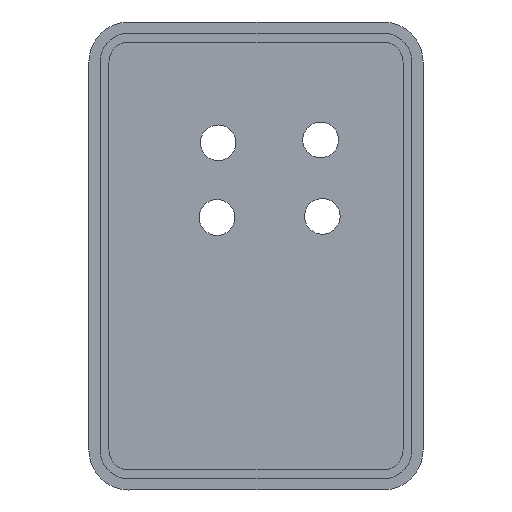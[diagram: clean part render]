
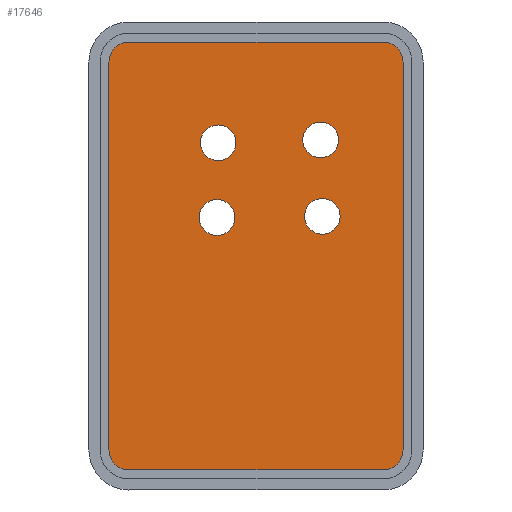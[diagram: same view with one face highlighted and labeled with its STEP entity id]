
A CAD part, front view. The second image highlights one B-rep face of the part: STEP entity #17646.
In plain terms, the highlighted planar face has unit normal (0, -1, 0).
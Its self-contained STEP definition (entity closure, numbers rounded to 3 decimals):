
#57=CIRCLE('',#18128,6.487);
#58=CIRCLE('',#18131,6.487);
#60=CIRCLE('',#18140,4.);
#62=CIRCLE('',#18144,4.);
#64=CIRCLE('',#18148,4.);
#66=CIRCLE('',#18152,4.);
#67=CIRCLE('',#18156,6.487);
#68=CIRCLE('',#18159,6.487);
#215=FACE_BOUND('',#2747,.T.);
#216=FACE_BOUND('',#2748,.T.);
#217=FACE_BOUND('',#2749,.T.);
#218=FACE_BOUND('',#2750,.T.);
#656=PLANE('',#18160);
#1631=FACE_OUTER_BOUND('',#2746,.T.);
#2746=EDGE_LOOP('',(#16049,#16050,#16051,#16052,#16053,#16054,#16055,#16056));
#2747=EDGE_LOOP('',(#16057));
#2748=EDGE_LOOP('',(#16058));
#2749=EDGE_LOOP('',(#16059));
#2750=EDGE_LOOP('',(#16060));
#4204=LINE('',#32478,#5693);
#4208=LINE('',#32487,#5697);
#4226=LINE('',#32540,#5715);
#4229=LINE('',#32548,#5718);
#5693=VECTOR('',#20518,10.);
#5697=VECTOR('',#20528,10.);
#5715=VECTOR('',#20596,10.);
#5718=VECTOR('',#20605,10.);
#8438=VERTEX_POINT('',#32475);
#8439=VERTEX_POINT('',#32477);
#8440=VERTEX_POINT('',#32481);
#8441=VERTEX_POINT('',#32485);
#8442=VERTEX_POINT('',#32489);
#8444=VERTEX_POINT('',#32507);
#8446=VERTEX_POINT('',#32515);
#8448=VERTEX_POINT('',#32523);
#8450=VERTEX_POINT('',#32531);
#8451=VERTEX_POINT('',#32538);
#8452=VERTEX_POINT('',#32542);
#8453=VERTEX_POINT('',#32546);
#10960=EDGE_CURVE('',#8438,#8439,#4204,.F.);
#10963=EDGE_CURVE('',#8440,#8438,#57,.F.);
#10965=EDGE_CURVE('',#8441,#8440,#4208,.F.);
#10967=EDGE_CURVE('',#8442,#8441,#58,.F.);
#10976=EDGE_CURVE('',#8444,#8444,#60,.T.);
#10980=EDGE_CURVE('',#8446,#8446,#62,.T.);
#10984=EDGE_CURVE('',#8448,#8448,#64,.T.);
#10988=EDGE_CURVE('',#8450,#8450,#66,.T.);
#10992=EDGE_CURVE('',#8451,#8442,#4226,.F.);
#10994=EDGE_CURVE('',#8452,#8451,#67,.F.);
#10996=EDGE_CURVE('',#8453,#8452,#4229,.F.);
#10997=EDGE_CURVE('',#8439,#8453,#68,.F.);
#16049=ORIENTED_EDGE('',*,*,#10967,.F.);
#16050=ORIENTED_EDGE('',*,*,#10992,.F.);
#16051=ORIENTED_EDGE('',*,*,#10994,.F.);
#16052=ORIENTED_EDGE('',*,*,#10996,.F.);
#16053=ORIENTED_EDGE('',*,*,#10997,.F.);
#16054=ORIENTED_EDGE('',*,*,#10960,.F.);
#16055=ORIENTED_EDGE('',*,*,#10963,.F.);
#16056=ORIENTED_EDGE('',*,*,#10965,.F.);
#16057=ORIENTED_EDGE('',*,*,#10980,.T.);
#16058=ORIENTED_EDGE('',*,*,#10988,.T.);
#16059=ORIENTED_EDGE('',*,*,#10976,.T.);
#16060=ORIENTED_EDGE('',*,*,#10984,.T.);
#17646=ADVANCED_FACE('',(#1631,#215,#216,#217,#218),#656,.F.);
#18128=AXIS2_PLACEMENT_3D('',#32483,#20523,#20524);
#18131=AXIS2_PLACEMENT_3D('',#32491,#20532,#20533);
#18140=AXIS2_PLACEMENT_3D('',#32509,#20557,#20558);
#18144=AXIS2_PLACEMENT_3D('',#32517,#20567,#20568);
#18148=AXIS2_PLACEMENT_3D('',#32525,#20577,#20578);
#18152=AXIS2_PLACEMENT_3D('',#32533,#20587,#20588);
#18156=AXIS2_PLACEMENT_3D('',#32544,#20600,#20601);
#18159=AXIS2_PLACEMENT_3D('',#32550,#20608,#20609);
#18160=AXIS2_PLACEMENT_3D('',#32551,#20610,#20611);
#20518=DIRECTION('',(0.,0.,-1.));
#20523=DIRECTION('center_axis',(0.,-1.,0.));
#20524=DIRECTION('ref_axis',(0.,0.,-1.));
#20528=DIRECTION('',(1.,0.,0.));
#20532=DIRECTION('center_axis',(0.,-1.,0.));
#20533=DIRECTION('ref_axis',(1.,0.,0.));
#20557=DIRECTION('center_axis',(0.,1.,0.));
#20558=DIRECTION('ref_axis',(-0.5,0.,-0.866));
#20567=DIRECTION('center_axis',(0.,1.,0.));
#20568=DIRECTION('ref_axis',(0.94,0.,0.342));
#20577=DIRECTION('center_axis',(0.,1.,0.));
#20578=DIRECTION('ref_axis',(-0.5,0.,-0.866));
#20587=DIRECTION('center_axis',(0.,1.,0.));
#20588=DIRECTION('ref_axis',(0.94,0.,0.342));
#20596=DIRECTION('',(0.,0.,1.));
#20600=DIRECTION('center_axis',(0.,-1.,0.));
#20601=DIRECTION('ref_axis',(0.,0.,1.));
#20605=DIRECTION('',(-1.,0.,0.));
#20608=DIRECTION('center_axis',(0.,-1.,0.));
#20609=DIRECTION('ref_axis',(-1.,0.,0.));
#20610=DIRECTION('center_axis',(0.,1.,0.));
#20611=DIRECTION('ref_axis',(1.,0.,0.));
#32475=CARTESIAN_POINT('',(-2.487,9.6,4.));
#32477=CARTESIAN_POINT('',(-2.487,9.6,91.));
#32478=CARTESIAN_POINT('',(-2.487,9.6,25.75));
#32481=CARTESIAN_POINT('',(4.,9.6,-2.487));
#32483=CARTESIAN_POINT('Origin',(4.,9.6,4.));
#32485=CARTESIAN_POINT('',(61.,9.6,-2.487));
#32487=CARTESIAN_POINT('',(46.75,9.6,-2.487));
#32489=CARTESIAN_POINT('',(67.487,9.6,4.));
#32491=CARTESIAN_POINT('Origin',(61.,9.6,4.));
#32507=CARTESIAN_POINT('',(49.371,9.6,59.853));
#32509=CARTESIAN_POINT('Origin',(47.371,9.6,56.389));
#32515=CARTESIAN_POINT('',(19.99,9.6,54.767));
#32517=CARTESIAN_POINT('Origin',(23.749,9.6,56.135));
#32523=CARTESIAN_POINT('',(48.99,9.6,76.998));
#32525=CARTESIAN_POINT('Origin',(46.99,9.6,73.534));
#32531=CARTESIAN_POINT('',(20.244,9.6,71.531));
#32533=CARTESIAN_POINT('Origin',(24.003,9.6,72.899));
#32538=CARTESIAN_POINT('',(67.487,9.6,91.));
#32540=CARTESIAN_POINT('',(67.487,9.6,69.25));
#32542=CARTESIAN_POINT('',(61.,9.6,97.487));
#32544=CARTESIAN_POINT('Origin',(61.,9.6,91.));
#32546=CARTESIAN_POINT('',(4.,9.6,97.487));
#32548=CARTESIAN_POINT('',(18.25,9.6,97.487));
#32550=CARTESIAN_POINT('Origin',(4.,9.6,91.));
#32551=CARTESIAN_POINT('Origin',(32.5,9.6,47.5));
